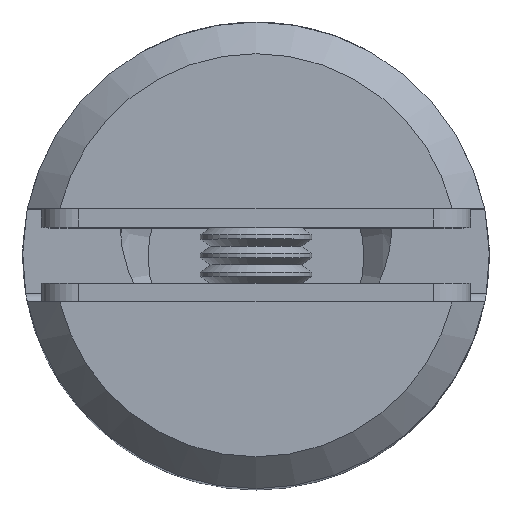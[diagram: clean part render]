
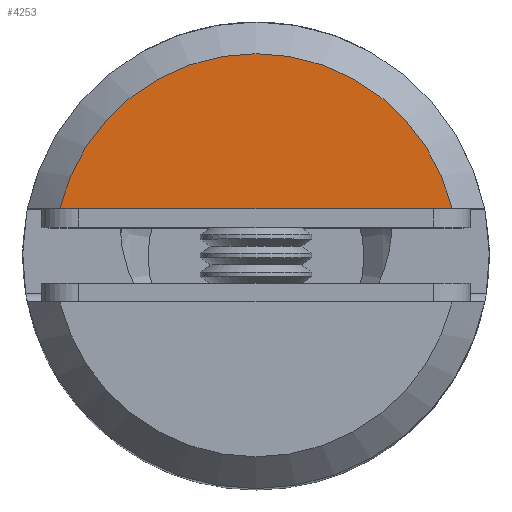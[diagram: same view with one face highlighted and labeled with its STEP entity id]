
A CAD part, top view. The second image highlights one B-rep face of the part: STEP entity #4253.
In plain terms, the highlighted planar face has unit normal (0, 0, 1).
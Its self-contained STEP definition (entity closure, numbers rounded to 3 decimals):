
#287 = DIRECTION ( 'NONE',  ( 0., 0., 1. ) ) ;
#1837 = VECTOR ( 'NONE', #14067, 1000. ) ;
#3681 = CARTESIAN_POINT ( 'NONE',  ( 10.507, 2.5, 24.5 ) ) ;
#4253 = ADVANCED_FACE ( 'NONE', ( #20014 ), #4431, .T. ) ;
#4431 = PLANE ( 'NONE',  #14415 ) ;
#5313 = AXIS2_PLACEMENT_3D ( 'NONE', #7340, #287, #23122 ) ;
#6638 = CARTESIAN_POINT ( 'NONE',  ( -10.507, 2.5, 24.5 ) ) ;
#7340 = CARTESIAN_POINT ( 'NONE',  ( 0., 0., 24.5 ) ) ;
#8269 = CARTESIAN_POINT ( 'NONE',  ( 0., 0., 24.5 ) ) ;
#10854 = VERTEX_POINT ( 'NONE', #6638 ) ;
#11242 = ORIENTED_EDGE ( 'NONE', *, *, #20693, .T. ) ;
#12094 = CARTESIAN_POINT ( 'NONE',  ( -12.247, 2.5, 24.5 ) ) ;
#13487 = CIRCLE ( 'NONE', #5313, 10.8 ) ;
#14067 = DIRECTION ( 'NONE',  ( 1., 0., 0. ) ) ;
#14415 = AXIS2_PLACEMENT_3D ( 'NONE', #8269, #20646, #16851 ) ;
#15507 = ORIENTED_EDGE ( 'NONE', *, *, #17112, .T. ) ;
#16268 = LINE ( 'NONE', #12094, #1837 ) ;
#16851 = DIRECTION ( 'NONE',  ( 1., 0., 0. ) ) ;
#17112 = EDGE_CURVE ( 'NONE', #10854, #21497, #16268, .T. ) ;
#17813 = EDGE_LOOP ( 'NONE', ( #15507, #11242 ) ) ;
#20014 = FACE_OUTER_BOUND ( 'NONE', #17813, .T. ) ;
#20646 = DIRECTION ( 'NONE',  ( 0., 0., 1. ) ) ;
#20693 = EDGE_CURVE ( 'NONE', #21497, #10854, #13487, .T. ) ;
#21497 = VERTEX_POINT ( 'NONE', #3681 ) ;
#23122 = DIRECTION ( 'NONE',  ( 1., 0., 0. ) ) ;
